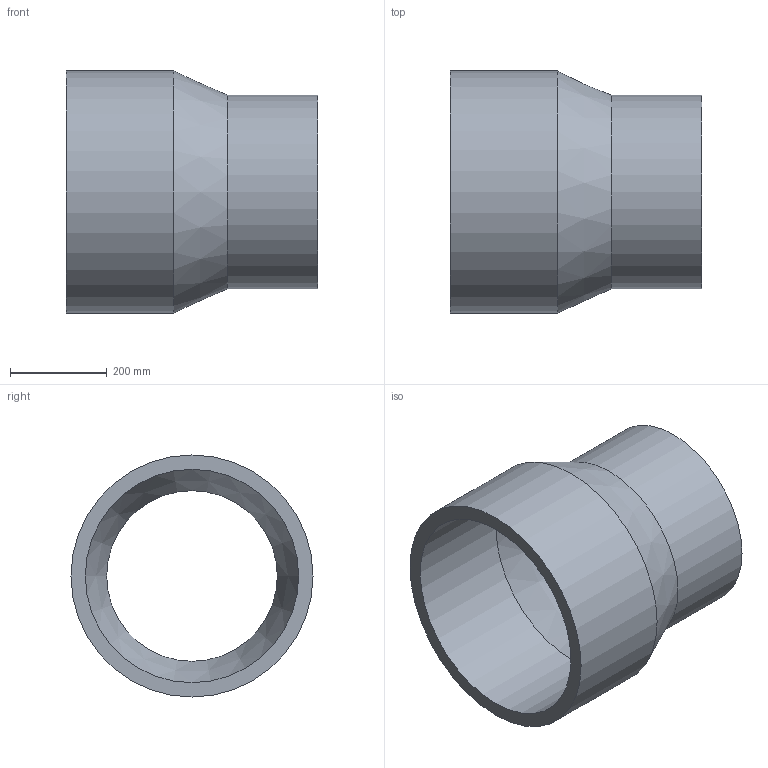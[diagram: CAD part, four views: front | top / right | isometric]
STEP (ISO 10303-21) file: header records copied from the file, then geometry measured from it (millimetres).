
FILE_DESCRIPTION(/* description */ ('PE100 Concentric Reduction Long, Ø500-400, SDR17 PN10'),/* implementation_level */ '2;1');
FILE_NAME(/* name */ 'REL17-500-400',/* time_stamp */ '2022-07-06T16:15:46+02:00',/* author */ ('COAB Solutions'),/* organization */ ('GPA Flowsystem'),/* preprocessor_version */ 'ST-DEVELOPER v18.1',/* originating_system */ 'www.coabsolutions.com',/* authorisation */ '');
FILE_SCHEMA (('AUTOMOTIVE_DESIGN { 1 0 10303 214 3 1 1 }'));
Length unit declared in the file: millimetre
Products named in the file (1): REL17-500-400
Bounding box: 520 x 500 x 500 mm (x, y, z)
Volume: 18938623.8 mm3; surface area: 1490919.5 mm2
Topology: 1 solids, 1 shells, 8 faces, 14 edges, 8 vertices
Faces by surface type: cylinder 4, plane 2, cone 2
Full cylindrical faces by diameter (mm): 352.6 x1, 400 x1, 440.6 x1, 500 x1
Entity records: 239 total; most frequent: DIRECTION 40, CARTESIAN_POINT 31, ORIENTED_EDGE 28, AXIS2_PLACEMENT_3D 17, EDGE_CURVE 14, EDGE_LOOP 10, FACE_OUTER_BOUND 8, CIRCLE 8
